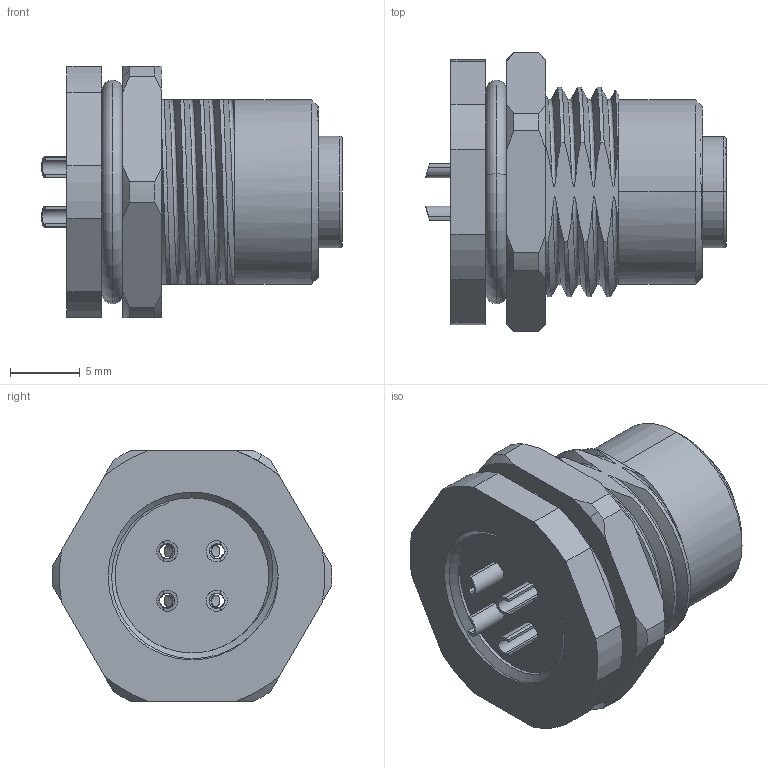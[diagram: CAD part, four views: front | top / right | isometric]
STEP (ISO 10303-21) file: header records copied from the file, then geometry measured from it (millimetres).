
FILE_DESCRIPTION (( 'STEP AP203' ), '1' );
FILE_NAME ('54-00241.STEP', '2020-10-15T17:24:43', ( '' ), ( '' ), 'SwSTEP 2.0', 'SolidWorks 2015', '' );
FILE_SCHEMA (( 'CONFIG_CONTROL_DESIGN' ));
Length unit declared in the file: millimetre
Products named in the file (7): 54-00241-03___; 54-00241-02___; 54-00241-06___; 54-00241-05___; 54-00241-01___; 54-00241; 54-00241-04___
Assembly tree (9 placements, depth 2):
  54-00241
    54-00241-01___
    54-00241-02___
    54-00241-03___  x4
    54-00241-06___
    54-00241-05___
    54-00241-04___
Bounding box: 21.5 x 19.99 x 18 mm (x, y, z)
Volume: 2780.9 mm3; surface area: 5346 mm2
Topology: 9 solids, 9 shells, 590 faces, 1542 edges, 983 vertices
Faces by surface type: cylinder 214, plane 154, torus 83, cone 71, bspline 68
Entity records: 25112 total; most frequent: CARTESIAN_POINT 16681, ORIENTED_EDGE 1782, DIRECTION 1421, EDGE_CURVE 891, VERTEX_POINT 575, AXIS2_PLACEMENT_3D 563, EDGE_LOOP 360, ADVANCED_FACE 335
